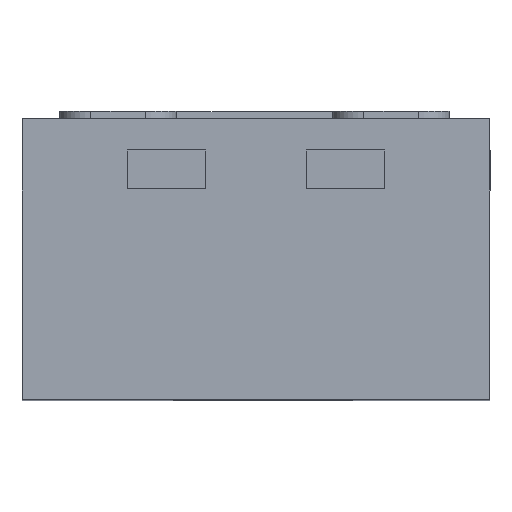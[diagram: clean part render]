
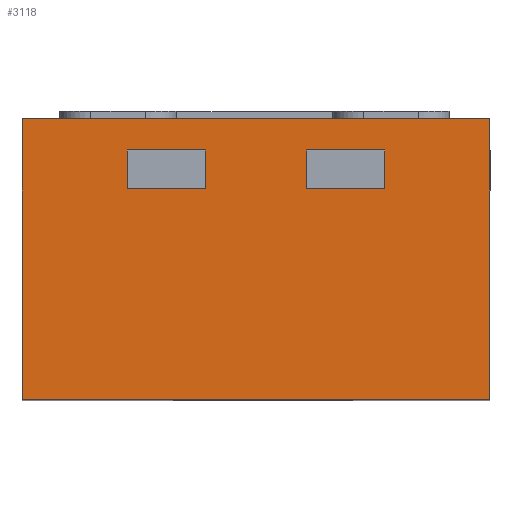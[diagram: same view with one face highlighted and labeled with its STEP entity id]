
A CAD part, top view. The second image highlights one B-rep face of the part: STEP entity #3118.
In plain terms, the highlighted planar face has unit normal (0, 0, 1).
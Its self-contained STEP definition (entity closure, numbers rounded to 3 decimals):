
#23 = EDGE_CURVE ( 'NONE', #2162, #2964, #258, .T. ) ;
#189 = EDGE_CURVE ( 'NONE', #2964, #4133, #3594, .T. ) ;
#258 = LINE ( 'NONE', #1907, #2734 ) ;
#372 = CARTESIAN_POINT ( 'NONE',  ( 0., 0., 0. ) ) ;
#421 = ORIENTED_EDGE ( 'NONE', *, *, #2126, .F. ) ;
#506 = CARTESIAN_POINT ( 'NONE',  ( 0.599, 0.36, 0. ) ) ;
#573 = VECTOR ( 'NONE', #3024, 1000. ) ;
#698 = CARTESIAN_POINT ( 'NONE',  ( 0.599, 0.36, 0. ) ) ;
#1257 = DIRECTION ( 'NONE',  ( 0., 0., -1. ) ) ;
#1329 = EDGE_CURVE ( 'NONE', #3195, #4133, #1355, .T. ) ;
#1337 = DIRECTION ( 'NONE',  ( 0., -1., 0. ) ) ;
#1346 = LINE ( 'NONE', #3612, #2805 ) ;
#1355 = LINE ( 'NONE', #698, #3592 ) ;
#1492 = CARTESIAN_POINT ( 'NONE',  ( 0., 0., 0. ) ) ;
#1645 = ORIENTED_EDGE ( 'NONE', *, *, #1329, .F. ) ;
#1907 = CARTESIAN_POINT ( 'NONE',  ( 0., 0.36, 0. ) ) ;
#2126 = EDGE_CURVE ( 'NONE', #2162, #3195, #1346, .T. ) ;
#2162 = VERTEX_POINT ( 'NONE', #3366 ) ;
#2417 = EDGE_LOOP ( 'NONE', ( #4094, #1645, #421, #3703 ) ) ;
#2558 = DIRECTION ( 'NONE',  ( -1., 0., 0. ) ) ;
#2653 = DIRECTION ( 'NONE',  ( 1., 0., 0. ) ) ;
#2734 = VECTOR ( 'NONE', #3561, 1000. ) ;
#2805 = VECTOR ( 'NONE', #2653, 1000. ) ;
#2861 = PLANE ( 'NONE',  #4177 ) ;
#2964 = VERTEX_POINT ( 'NONE', #1492 ) ;
#3024 = DIRECTION ( 'NONE',  ( 1., 0., 0. ) ) ;
#3118 = ADVANCED_FACE ( 'NONE', ( #3141 ), #2861, .F. ) ;
#3141 = FACE_OUTER_BOUND ( 'NONE', #2417, .T. ) ;
#3195 = VERTEX_POINT ( 'NONE', #506 ) ;
#3366 = CARTESIAN_POINT ( 'NONE',  ( 0., 0.36, 0. ) ) ;
#3561 = DIRECTION ( 'NONE',  ( 0., -1., 0. ) ) ;
#3592 = VECTOR ( 'NONE', #1337, 1000. ) ;
#3594 = LINE ( 'NONE', #372, #573 ) ;
#3612 = CARTESIAN_POINT ( 'NONE',  ( 0., 0.36, 0. ) ) ;
#3703 = ORIENTED_EDGE ( 'NONE', *, *, #23, .T. ) ;
#3813 = CARTESIAN_POINT ( 'NONE',  ( 0.599, 0., 0. ) ) ;
#4094 = ORIENTED_EDGE ( 'NONE', *, *, #189, .T. ) ;
#4133 = VERTEX_POINT ( 'NONE', #3813 ) ;
#4167 = CARTESIAN_POINT ( 'NONE',  ( 0., 0.36, 0. ) ) ;
#4177 = AXIS2_PLACEMENT_3D ( 'NONE', #4167, #1257, #2558 ) ;
